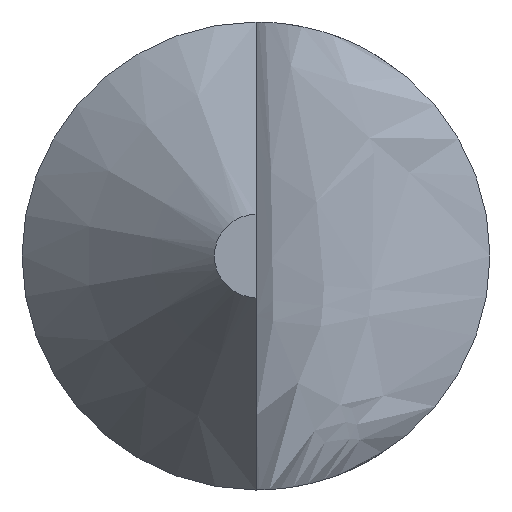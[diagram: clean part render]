
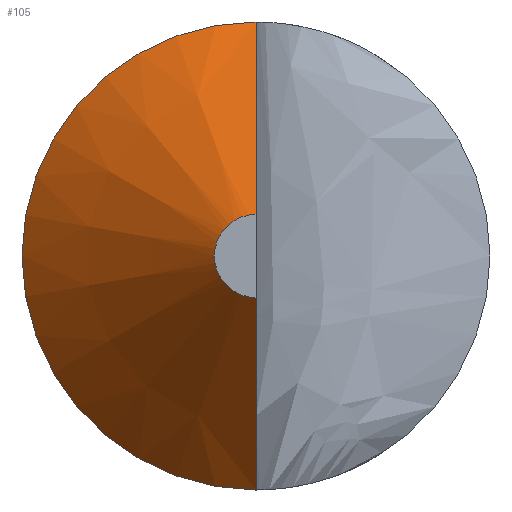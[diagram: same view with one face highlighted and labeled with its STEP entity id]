
A CAD part, front view. The second image highlights one B-rep face of the part: STEP entity #105.
In plain terms, the highlighted conical face has half-angle 45 degrees and reference radius 0.935 mm.
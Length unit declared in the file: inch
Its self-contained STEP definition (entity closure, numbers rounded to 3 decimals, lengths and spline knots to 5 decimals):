
#23=FACE_OUTER_BOUND('',#29,.T.);
#29=EDGE_LOOP('',(#76,#77,#78,#79,#80));
#35=CIRCLE('',#126,0.0111);
#36=CIRCLE('',#127,0.0625);
#37=CIRCLE('',#128,0.0625);
#40=LINE('',#167,#46);
#41=LINE('',#171,#47);
#46=VECTOR('',#139,0.3937);
#47=VECTOR('',#142,0.3937);
#52=VERTEX_POINT('',#165);
#53=VERTEX_POINT('',#166);
#54=VERTEX_POINT('',#168);
#55=VERTEX_POINT('',#170);
#56=VERTEX_POINT('',#172);
#62=EDGE_CURVE('',#52,#53,#40,.T.);
#63=EDGE_CURVE('',#53,#54,#35,.T.);
#64=EDGE_CURVE('',#54,#55,#41,.T.);
#65=EDGE_CURVE('',#55,#56,#36,.T.);
#66=EDGE_CURVE('',#56,#52,#37,.T.);
#76=ORIENTED_EDGE('',*,*,#62,.T.);
#77=ORIENTED_EDGE('',*,*,#63,.T.);
#78=ORIENTED_EDGE('',*,*,#64,.T.);
#79=ORIENTED_EDGE('',*,*,#65,.T.);
#80=ORIENTED_EDGE('',*,*,#66,.T.);
#104=CONICAL_SURFACE('',#125,0.0368,0.785);
#105=ADVANCED_FACE('',(#23),#104,.T.);
#125=AXIS2_PLACEMENT_3D('',#164,#137,#138);
#126=AXIS2_PLACEMENT_3D('',#169,#140,#141);
#127=AXIS2_PLACEMENT_3D('',#173,#143,#144);
#128=AXIS2_PLACEMENT_3D('',#174,#145,#146);
#137=DIRECTION('center_axis',(0.,1.,0.));
#138=DIRECTION('ref_axis',(-1.,0.,0.));
#139=DIRECTION('',(0.,-0.707,0.707));
#140=DIRECTION('center_axis',(0.,1.,0.));
#141=DIRECTION('ref_axis',(-1.,0.,0.));
#142=DIRECTION('',(0.,0.707,0.707));
#143=DIRECTION('center_axis',(0.,-1.,0.));
#144=DIRECTION('ref_axis',(-1.,0.,0.));
#145=DIRECTION('center_axis',(0.,-1.,0.));
#146=DIRECTION('ref_axis',(-1.,0.,0.));
#164=CARTESIAN_POINT('Origin',(0.,-0.6699,0.));
#165=CARTESIAN_POINT('',(0.,-0.6442,-0.0625));
#166=CARTESIAN_POINT('',(0.,-0.6956,-0.0111));
#167=CARTESIAN_POINT('',(0.,-0.6699,-0.0368));
#168=CARTESIAN_POINT('',(0.,-0.6956,0.0111));
#169=CARTESIAN_POINT('Origin',(0.,-0.6956,0.));
#170=CARTESIAN_POINT('',(0.,-0.6442,0.0625));
#171=CARTESIAN_POINT('',(0.,-0.6699,0.0368));
#172=CARTESIAN_POINT('',(-0.0625,-0.6442,0.));
#173=CARTESIAN_POINT('Origin',(0.,-0.6442,0.));
#174=CARTESIAN_POINT('Origin',(0.,-0.6442,0.));
